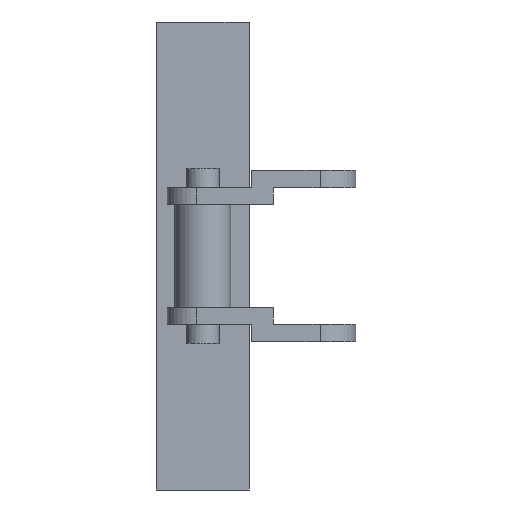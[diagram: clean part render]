
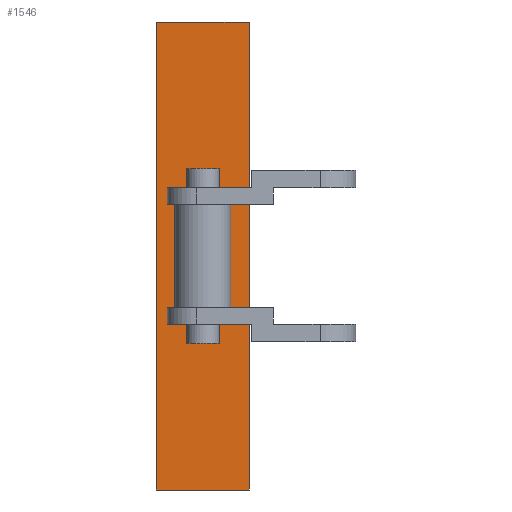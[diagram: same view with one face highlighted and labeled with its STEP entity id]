
A CAD part, front view. The second image highlights one B-rep face of the part: STEP entity #1546.
In plain terms, the highlighted planar face has unit normal (0, -1, 0).
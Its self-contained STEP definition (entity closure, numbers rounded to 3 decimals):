
#1 = LINE ( 'NONE', #2480, #2646 ) ;
#12 = EDGE_CURVE ( 'NONE', #2590, #1599, #1397, .T. ) ;
#53 = EDGE_CURVE ( 'NONE', #945, #946, #110, .T. ) ;
#57 = VERTEX_POINT ( 'NONE', #2117 ) ;
#63 = CARTESIAN_POINT ( 'NONE',  ( -3.925, 0., 19.8 ) ) ;
#71 = VERTEX_POINT ( 'NONE', #1257 ) ;
#110 = LINE ( 'NONE', #2110, #793 ) ;
#150 = EDGE_CURVE ( 'NONE', #1452, #320, #1824, .T. ) ;
#195 = VECTOR ( 'NONE', #2777, 1000. ) ;
#202 = ORIENTED_EDGE ( 'NONE', *, *, #2307, .T. ) ;
#216 = CARTESIAN_POINT ( 'NONE',  ( 0., 0., 4.37 ) ) ;
#230 = CARTESIAN_POINT ( 'NONE',  ( 2.975, 0., -19.8 ) ) ;
#263 = LINE ( 'NONE', #1091, #2259 ) ;
#300 = LINE ( 'NONE', #850, #1628 ) ;
#319 = VECTOR ( 'NONE', #1738, 1000. ) ;
#320 = VERTEX_POINT ( 'NONE', #2582 ) ;
#337 = VERTEX_POINT ( 'NONE', #1730 ) ;
#377 = ORIENTED_EDGE ( 'NONE', *, *, #2472, .T. ) ;
#390 = CARTESIAN_POINT ( 'NONE',  ( 2.375, 0., -19.8 ) ) ;
#424 = EDGE_CURVE ( 'NONE', #946, #337, #860, .T. ) ;
#432 = ORIENTED_EDGE ( 'NONE', *, *, #2185, .F. ) ;
#441 = AXIS2_PLACEMENT_3D ( 'NONE', #1190, #996, #2705 ) ;
#444 = EDGE_CURVE ( 'NONE', #1520, #749, #2743, .T. ) ;
#481 = CARTESIAN_POINT ( 'NONE',  ( -2.375, 0., -4.37 ) ) ;
#606 = FACE_OUTER_BOUND ( 'NONE', #2515, .T. ) ;
#628 = VECTOR ( 'NONE', #2478, 1000. ) ;
#680 = CARTESIAN_POINT ( 'NONE',  ( -3.025, 0., 5.77 ) ) ;
#698 = EDGE_CURVE ( 'NONE', #71, #1599, #1560, .T. ) ;
#711 = CARTESIAN_POINT ( 'NONE',  ( 3.925, 0., 19.8 ) ) ;
#726 = DIRECTION ( 'NONE',  ( 1., 0., 0. ) ) ;
#730 = ORIENTED_EDGE ( 'NONE', *, *, #698, .T. ) ;
#738 = CARTESIAN_POINT ( 'NONE',  ( -2.375, 0., 4.37 ) ) ;
#749 = VERTEX_POINT ( 'NONE', #2821 ) ;
#793 = VECTOR ( 'NONE', #1703, 1000. ) ;
#821 = CARTESIAN_POINT ( 'NONE',  ( 0., 0., -4.37 ) ) ;
#850 = CARTESIAN_POINT ( 'NONE',  ( -3.925, 0., -19.8 ) ) ;
#860 = LINE ( 'NONE', #230, #1819 ) ;
#892 = EDGE_CURVE ( 'NONE', #2114, #1704, #897, .T. ) ;
#897 = LINE ( 'NONE', #216, #319 ) ;
#945 = VERTEX_POINT ( 'NONE', #680 ) ;
#946 = VERTEX_POINT ( 'NONE', #1986 ) ;
#967 = VECTOR ( 'NONE', #1155, 1000. ) ;
#996 = DIRECTION ( 'NONE',  ( 0., -1., 0. ) ) ;
#1048 = VECTOR ( 'NONE', #2065, 1000. ) ;
#1078 = ORIENTED_EDGE ( 'NONE', *, *, #1626, .F. ) ;
#1091 = CARTESIAN_POINT ( 'NONE',  ( 3.925, 0., -19.8 ) ) ;
#1098 = CARTESIAN_POINT ( 'NONE',  ( -3.025, 0., -5.77 ) ) ;
#1110 = EDGE_CURVE ( 'NONE', #2785, #2114, #1707, .T. ) ;
#1155 = DIRECTION ( 'NONE',  ( -1., 0., 0. ) ) ;
#1169 = CARTESIAN_POINT ( 'NONE',  ( 0., 0., 4.37 ) ) ;
#1190 = CARTESIAN_POINT ( 'NONE',  ( -3.925, 0., -19.8 ) ) ;
#1235 = CARTESIAN_POINT ( 'NONE',  ( -3.025, 0., -4.37 ) ) ;
#1257 = CARTESIAN_POINT ( 'NONE',  ( 2.375, 0., 4.37 ) ) ;
#1269 = DIRECTION ( 'NONE',  ( 0., 0., -1. ) ) ;
#1397 = LINE ( 'NONE', #2695, #1791 ) ;
#1449 = ORIENTED_EDGE ( 'NONE', *, *, #424, .T. ) ;
#1452 = VERTEX_POINT ( 'NONE', #1098 ) ;
#1520 = VERTEX_POINT ( 'NONE', #1578 ) ;
#1546 = ADVANCED_FACE ( 'NONE', ( #2815, #606 ), #2735, .T. ) ;
#1560 = LINE ( 'NONE', #390, #195 ) ;
#1567 = LINE ( 'NONE', #1864, #1048 ) ;
#1578 = CARTESIAN_POINT ( 'NONE',  ( -3.925, 0., -19.8 ) ) ;
#1583 = CARTESIAN_POINT ( 'NONE',  ( -3.925, 0., 19.8 ) ) ;
#1599 = VERTEX_POINT ( 'NONE', #1850 ) ;
#1612 = DIRECTION ( 'NONE',  ( 0., 0., 1. ) ) ;
#1626 = EDGE_CURVE ( 'NONE', #945, #1704, #1567, .T. ) ;
#1628 = VECTOR ( 'NONE', #1269, 1000. ) ;
#1648 = ORIENTED_EDGE ( 'NONE', *, *, #2253, .T. ) ;
#1703 = DIRECTION ( 'NONE',  ( 1., 0., 0. ) ) ;
#1704 = VERTEX_POINT ( 'NONE', #1879 ) ;
#1707 = LINE ( 'NONE', #2466, #1969 ) ;
#1726 = LINE ( 'NONE', #2172, #1994 ) ;
#1730 = CARTESIAN_POINT ( 'NONE',  ( 2.975, 0., 4.37 ) ) ;
#1734 = ORIENTED_EDGE ( 'NONE', *, *, #444, .T. ) ;
#1738 = DIRECTION ( 'NONE',  ( -1., 0., 0. ) ) ;
#1744 = EDGE_CURVE ( 'NONE', #337, #71, #1897, .T. ) ;
#1747 = DIRECTION ( 'NONE',  ( 0., 0., -1. ) ) ;
#1767 = ORIENTED_EDGE ( 'NONE', *, *, #1744, .T. ) ;
#1772 = CARTESIAN_POINT ( 'NONE',  ( 2.975, 0., -4.37 ) ) ;
#1791 = VECTOR ( 'NONE', #2597, 1000. ) ;
#1819 = VECTOR ( 'NONE', #1747, 1000. ) ;
#1824 = LINE ( 'NONE', #1235, #2405 ) ;
#1829 = DIRECTION ( 'NONE',  ( 0., 0., -1. ) ) ;
#1850 = CARTESIAN_POINT ( 'NONE',  ( 2.375, 0., -4.37 ) ) ;
#1864 = CARTESIAN_POINT ( 'NONE',  ( -3.025, 0., 4.37 ) ) ;
#1879 = CARTESIAN_POINT ( 'NONE',  ( -3.025, 0., 4.37 ) ) ;
#1897 = LINE ( 'NONE', #1169, #628 ) ;
#1914 = ORIENTED_EDGE ( 'NONE', *, *, #1110, .T. ) ;
#1937 = EDGE_CURVE ( 'NONE', #57, #1452, #1726, .T. ) ;
#1950 = ORIENTED_EDGE ( 'NONE', *, *, #53, .T. ) ;
#1969 = VECTOR ( 'NONE', #1612, 1000. ) ;
#1986 = CARTESIAN_POINT ( 'NONE',  ( 2.975, 0., 5.77 ) ) ;
#1994 = VECTOR ( 'NONE', #2817, 1000. ) ;
#2016 = CARTESIAN_POINT ( 'NONE',  ( -3.925, 0., -19.8 ) ) ;
#2065 = DIRECTION ( 'NONE',  ( 0., 0., -1. ) ) ;
#2078 = EDGE_CURVE ( 'NONE', #2590, #57, #1, .T. ) ;
#2092 = ORIENTED_EDGE ( 'NONE', *, *, #150, .T. ) ;
#2110 = CARTESIAN_POINT ( 'NONE',  ( -3.925, 0., 5.77 ) ) ;
#2114 = VERTEX_POINT ( 'NONE', #738 ) ;
#2117 = CARTESIAN_POINT ( 'NONE',  ( 2.975, 0., -5.77 ) ) ;
#2122 = LINE ( 'NONE', #1583, #967 ) ;
#2124 = VECTOR ( 'NONE', #726, 1000. ) ;
#2133 = DIRECTION ( 'NONE',  ( -1., 0., 0. ) ) ;
#2172 = CARTESIAN_POINT ( 'NONE',  ( -3.925, 0., -5.77 ) ) ;
#2173 = ORIENTED_EDGE ( 'NONE', *, *, #2078, .T. ) ;
#2185 = EDGE_CURVE ( 'NONE', #2785, #320, #2503, .T. ) ;
#2253 = EDGE_CURVE ( 'NONE', #2476, #1520, #300, .T. ) ;
#2259 = VECTOR ( 'NONE', #2613, 1000. ) ;
#2306 = ORIENTED_EDGE ( 'NONE', *, *, #892, .T. ) ;
#2307 = EDGE_CURVE ( 'NONE', #749, #2435, #263, .T. ) ;
#2327 = EDGE_LOOP ( 'NONE', ( #730, #2432, #2173, #2802, #2092, #432, #1914, #2306, #1078, #1950, #1449, #1767 ) ) ;
#2405 = VECTOR ( 'NONE', #2766, 1000. ) ;
#2432 = ORIENTED_EDGE ( 'NONE', *, *, #12, .F. ) ;
#2435 = VERTEX_POINT ( 'NONE', #711 ) ;
#2466 = CARTESIAN_POINT ( 'NONE',  ( -2.375, 0., -19.8 ) ) ;
#2472 = EDGE_CURVE ( 'NONE', #2435, #2476, #2122, .T. ) ;
#2476 = VERTEX_POINT ( 'NONE', #63 ) ;
#2478 = DIRECTION ( 'NONE',  ( -1., 0., 0. ) ) ;
#2480 = CARTESIAN_POINT ( 'NONE',  ( 2.975, 0., -19.8 ) ) ;
#2503 = LINE ( 'NONE', #821, #2790 ) ;
#2515 = EDGE_LOOP ( 'NONE', ( #1648, #1734, #202, #377 ) ) ;
#2582 = CARTESIAN_POINT ( 'NONE',  ( -3.025, 0., -4.37 ) ) ;
#2590 = VERTEX_POINT ( 'NONE', #1772 ) ;
#2597 = DIRECTION ( 'NONE',  ( -1., 0., 0. ) ) ;
#2613 = DIRECTION ( 'NONE',  ( 0., 0., 1. ) ) ;
#2646 = VECTOR ( 'NONE', #1829, 1000. ) ;
#2695 = CARTESIAN_POINT ( 'NONE',  ( 0., 0., -4.37 ) ) ;
#2705 = DIRECTION ( 'NONE',  ( 0., 0., -1. ) ) ;
#2735 = PLANE ( 'NONE',  #441 ) ;
#2743 = LINE ( 'NONE', #2016, #2124 ) ;
#2766 = DIRECTION ( 'NONE',  ( 0., 0., 1. ) ) ;
#2777 = DIRECTION ( 'NONE',  ( 0., 0., -1. ) ) ;
#2785 = VERTEX_POINT ( 'NONE', #481 ) ;
#2790 = VECTOR ( 'NONE', #2133, 1000. ) ;
#2802 = ORIENTED_EDGE ( 'NONE', *, *, #1937, .T. ) ;
#2815 = FACE_BOUND ( 'NONE', #2327, .T. ) ;
#2817 = DIRECTION ( 'NONE',  ( -1., 0., 0. ) ) ;
#2821 = CARTESIAN_POINT ( 'NONE',  ( 3.925, 0., -19.8 ) ) ;
